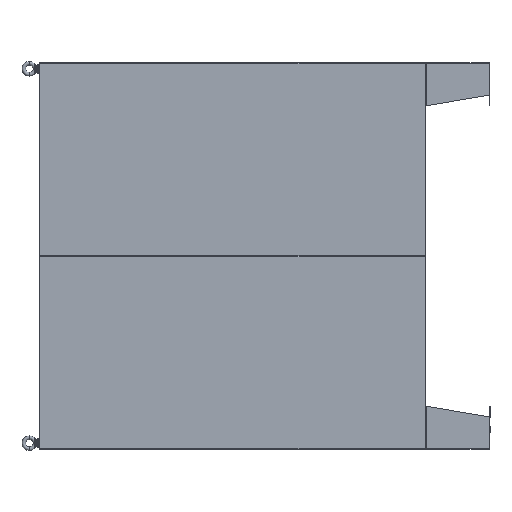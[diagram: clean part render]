
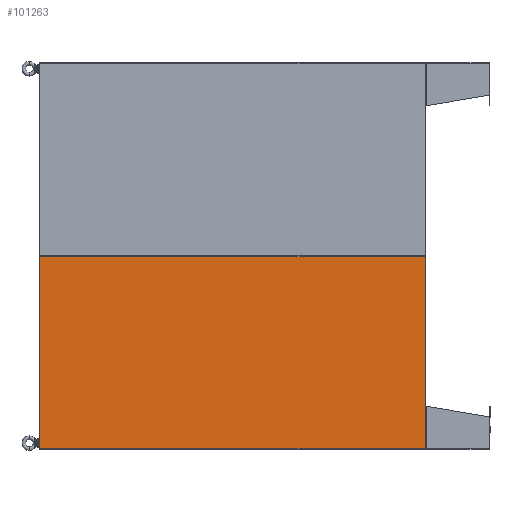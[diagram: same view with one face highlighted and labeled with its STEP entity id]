
A CAD part, left-side view. The second image highlights one B-rep face of the part: STEP entity #101263.
In plain terms, the highlighted face is planar.
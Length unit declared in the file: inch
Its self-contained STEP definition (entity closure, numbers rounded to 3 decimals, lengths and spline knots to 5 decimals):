
#3194 = ORIENTED_EDGE ( 'NONE', *, *, #25391, .T. ) ;
#6246 = ORIENTED_EDGE ( 'NONE', *, *, #35398, .T. ) ;
#9062 = CARTESIAN_POINT ( 'NONE',  ( 0.143, 0.095, 35.9675 ) ) ;
#15962 = VERTEX_POINT ( 'NONE', #9062 ) ;
#25391 = EDGE_CURVE ( 'NONE', #15962, #196317, #157717, .T. ) ;
#33348 = CARTESIAN_POINT ( 'NONE',  ( 36.0315, 0.095, 0. ) ) ;
#35398 = EDGE_CURVE ( 'NONE', #84361, #15962, #207186, .T. ) ;
#39757 = CARTESIAN_POINT ( 'NONE',  ( 35.8885, 0.095, 0. ) ) ;
#41867 = CARTESIAN_POINT ( 'NONE',  ( 0.143, 0.095, -35.9675 ) ) ;
#48364 = CARTESIAN_POINT ( 'NONE',  ( 36.0315, 0.095, -35.9675 ) ) ;
#51857 = DIRECTION ( 'NONE',  ( 0., 0., 1. ) ) ;
#62355 = AXIS2_PLACEMENT_3D ( 'NONE', #33348, #171920, #206021 ) ;
#74052 = DIRECTION ( 'NONE',  ( 1., 0., 0. ) ) ;
#84169 = ORIENTED_EDGE ( 'NONE', *, *, #201894, .T. ) ;
#84361 = VERTEX_POINT ( 'NONE', #41867 ) ;
#85306 = CARTESIAN_POINT ( 'NONE',  ( 0.143, 0.095, 0. ) ) ;
#87361 = EDGE_CURVE ( 'NONE', #196317, #149322, #137071, .T. ) ;
#87744 = VECTOR ( 'NONE', #51857, 39.37008 ) ;
#92873 = VECTOR ( 'NONE', #139990, 39.37008 ) ;
#93639 = LINE ( 'NONE', #48364, #207963 ) ;
#101263 = ADVANCED_FACE ( 'NONE', ( #189067 ), #152404, .T. ) ;
#123549 = EDGE_LOOP ( 'NONE', ( #3194, #159279, #84169, #6246 ) ) ;
#131520 = CARTESIAN_POINT ( 'NONE',  ( 35.8885, 0.095, 35.9675 ) ) ;
#137071 = LINE ( 'NONE', #39757, #92873 ) ;
#139990 = DIRECTION ( 'NONE',  ( 0., 0., -1. ) ) ;
#149322 = VERTEX_POINT ( 'NONE', #165863 ) ;
#152404 = PLANE ( 'NONE',  #62355 ) ;
#157717 = LINE ( 'NONE', #172041, #183689 ) ;
#159279 = ORIENTED_EDGE ( 'NONE', *, *, #87361, .T. ) ;
#165863 = CARTESIAN_POINT ( 'NONE',  ( 35.8885, 0.095, -35.9675 ) ) ;
#171920 = DIRECTION ( 'NONE',  ( 0., 1., 0. ) ) ;
#172041 = CARTESIAN_POINT ( 'NONE',  ( 36.0315, 0.095, 35.9675 ) ) ;
#183689 = VECTOR ( 'NONE', #74052, 39.37008 ) ;
#189067 = FACE_OUTER_BOUND ( 'NONE', #123549, .T. ) ;
#192121 = DIRECTION ( 'NONE',  ( -1., 0., 0. ) ) ;
#196317 = VERTEX_POINT ( 'NONE', #131520 ) ;
#201894 = EDGE_CURVE ( 'NONE', #149322, #84361, #93639, .T. ) ;
#206021 = DIRECTION ( 'NONE',  ( -1., 0., 0. ) ) ;
#207186 = LINE ( 'NONE', #85306, #87744 ) ;
#207963 = VECTOR ( 'NONE', #192121, 39.37008 ) ;
